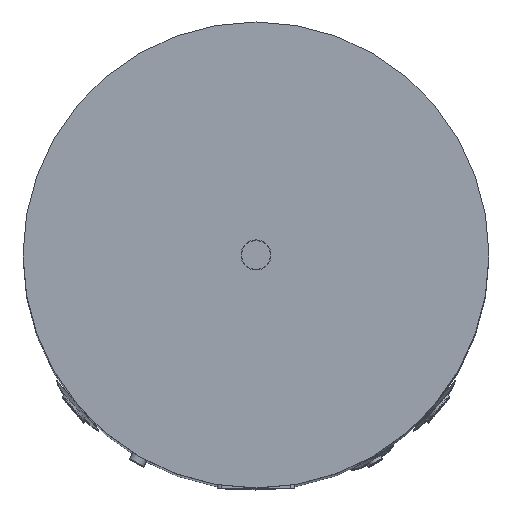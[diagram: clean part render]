
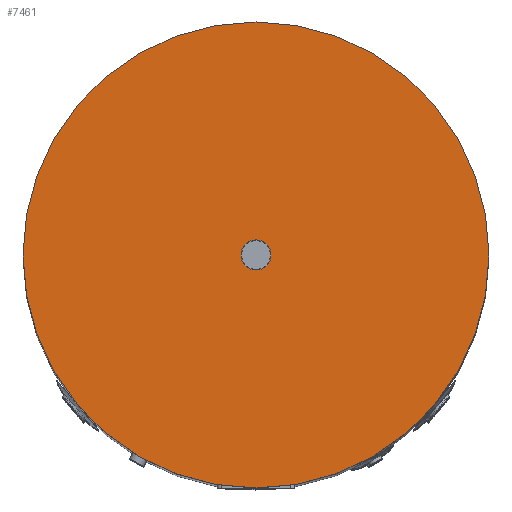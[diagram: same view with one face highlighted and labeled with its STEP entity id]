
A CAD part, top view. The second image highlights one B-rep face of the part: STEP entity #7461.
In plain terms, the highlighted planar face has unit normal (0, 0, 1).
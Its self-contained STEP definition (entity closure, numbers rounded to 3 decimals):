
#1180=PLANE($,#8346);
#1545=FACE_BOUND($,#2687,.T.);
#2071=FACE_OUTER_BOUND($,#2686,.T.);
#2686=EDGE_LOOP($,(#6678));
#2687=EDGE_LOOP($,(#6679));
#3241=CIRCLE($,#8341,25.);
#3243=CIRCLE($,#8344,388.5);
#3933=VERTEX_POINT($,#16645);
#3935=VERTEX_POINT($,#16650);
#4897=EDGE_CURVE($,#3933,#3933,#3241,.T.);
#4899=EDGE_CURVE($,#3935,#3935,#3243,.T.);
#6678=ORIENTED_EDGE($,*,*,#4899,.T.);
#6679=ORIENTED_EDGE($,*,*,#4897,.T.);
#7461=ADVANCED_FACE($,(#2071,#1545),#1180,.T.);
#8341=AXIS2_PLACEMENT_3D($,#16646,#10411,#10412);
#8344=AXIS2_PLACEMENT_3D($,#16651,#10417,#10418);
#8346=AXIS2_PLACEMENT_3D($,#16653,#10421,#10422);
#10411=DIRECTION('center_axis',(0.,0.,-1.));
#10412=DIRECTION('ref_axis',(0.,1.,0.));
#10417=DIRECTION('center_axis',(0.,0.,1.));
#10418=DIRECTION('ref_axis',(1.,0.,0.));
#10421=DIRECTION('center_axis',(0.,0.,1.));
#10422=DIRECTION('ref_axis',(1.,0.,0.));
#16645=CARTESIAN_POINT('',(0.,-25.,1940.));
#16646=CARTESIAN_POINT('Origin',(0.,0.,1940.));
#16650=CARTESIAN_POINT('',(388.5,0.,1940.));
#16651=CARTESIAN_POINT('Origin',(0.,0.,1940.));
#16653=CARTESIAN_POINT('Origin',(0.,0.,1940.));
